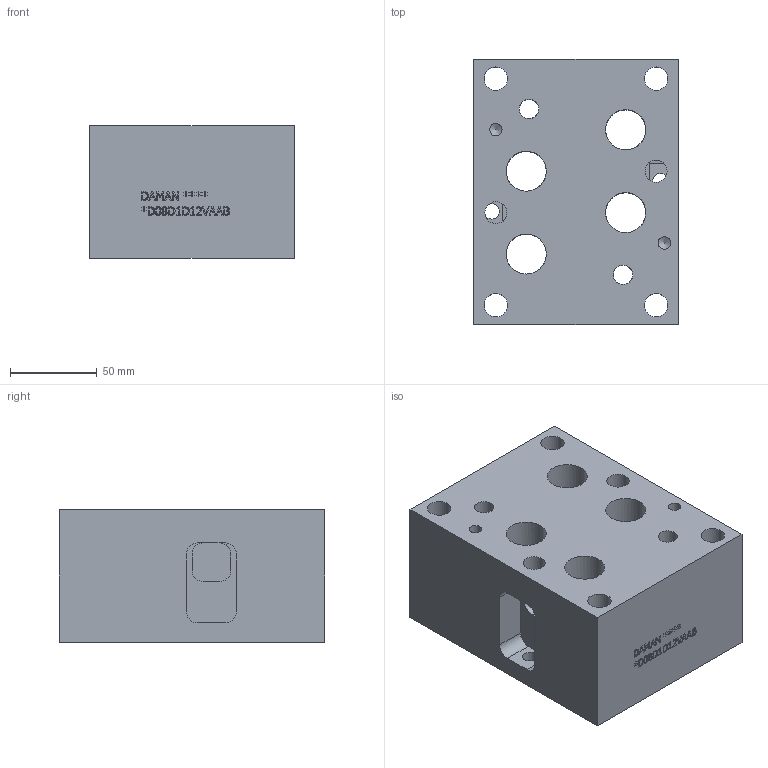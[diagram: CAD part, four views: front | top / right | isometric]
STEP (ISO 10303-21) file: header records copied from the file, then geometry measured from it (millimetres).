
FILE_DESCRIPTION(/* description */ (''),/* implementation_level */ '2;1');
FILE_NAME(/* name */ '_D08D1D12VAAB.stp',/* time_stamp */ '2021-06-18T12:05:28-04:00',/* author */ ('trevorh'),/* organization */ (''),/* preprocessor_version */ 'ST-DEVELOPER v18',/* originating_system */ 'Autodesk Inventor 2020',/* authorisation */ '');
FILE_SCHEMA (('CONFIG_CONTROL_DESIGN'));
Length unit declared in the file: millimetre
Products named in the file (1): Part__D08D1D12VAAB_3D
Bounding box: 117.47 x 152.4 x 76.2 mm (x, y, z)
Volume: 1117717.6 mm3; surface area: 120328.9 mm2
Topology: 1 solids, 1 shells, 440 faces, 1224 edges, 826 vertices
Faces by surface type: plane 289, bspline 90, cylinder 45, cone 16
Full cylindrical faces by diameter (mm): 6.35 x2, 7.137 x2, 8.738 x2, 11.113 x2, 11.125 x2, 12.7 x2, 13.487 x4, 23.012 x6, 23.017 x2, 25.4 x2, 33.35 x4
Entity records: 15136 total; most frequent: CARTESIAN_POINT 3918, ORIENTED_EDGE 2440, DIRECTION 1854, EDGE_CURVE 1220, LINE 886, VECTOR 886, VERTEX_POINT 826, EDGE_LOOP 512
